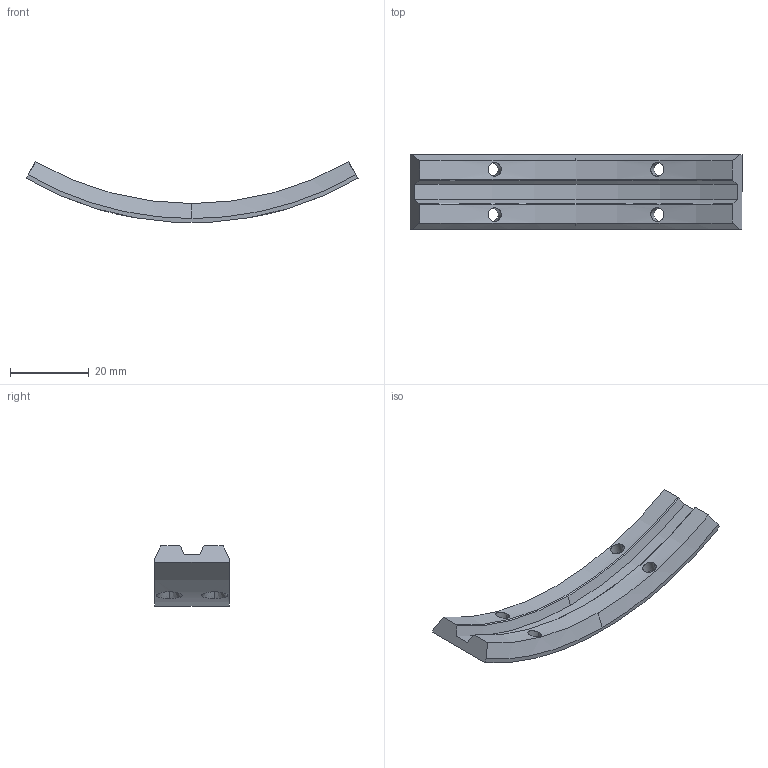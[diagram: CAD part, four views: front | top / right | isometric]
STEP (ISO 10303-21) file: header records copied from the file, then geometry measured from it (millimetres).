
FILE_DESCRIPTION (( 'STEP AP203' ), '1' );
FILE_NAME ('clampArc.STEP', '2019-08-30T22:42:01', ( '' ), ( '' ), 'SwSTEP 2.0', 'SolidWorks 2018', '' );
FILE_SCHEMA (( 'CONFIG_CONTROL_DESIGN' ));
Length unit declared in the file: millimetre
Products named in the file (1): clampArc
Bounding box: 84.12 x 18.8 x 15.28 mm (x, y, z)
Volume: 5965.8 mm3; surface area: 4410.5 mm2
Topology: 1 solids, 1 shells, 34 faces, 87 edges, 55 vertices
Faces by surface type: cone 18, cylinder 12, plane 4
Entity records: 1563 total; most frequent: CARTESIAN_POINT 677, ORIENTED_EDGE 174, DIRECTION 156, EDGE_CURVE 87, AXIS2_PLACEMENT_3D 62, VERTEX_POINT 55, EDGE_LOOP 42, FACE_OUTER_BOUND 34
